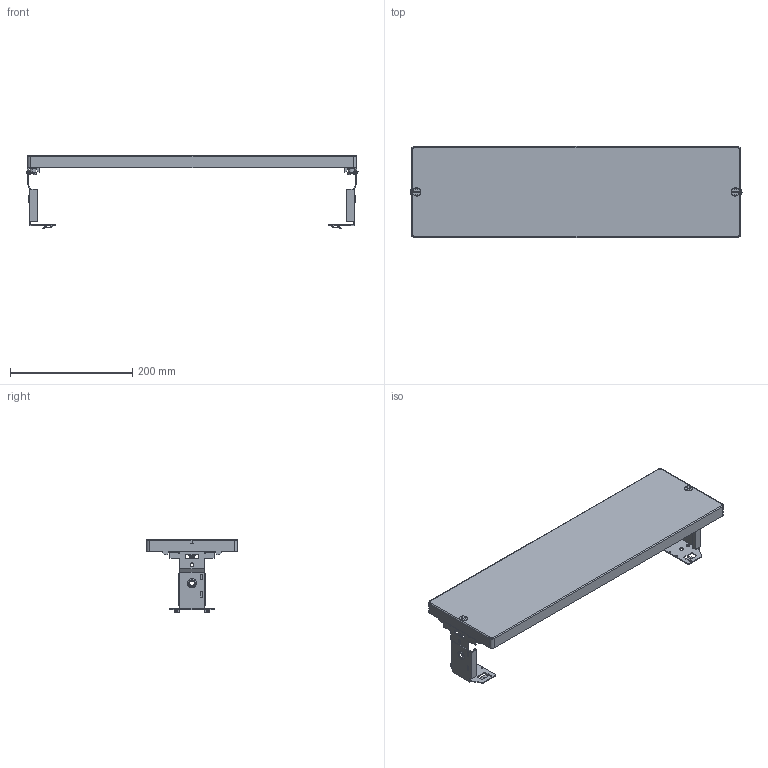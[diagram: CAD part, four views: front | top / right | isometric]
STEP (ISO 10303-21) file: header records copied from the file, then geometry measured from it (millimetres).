
FILE_DESCRIPTION((''),'2;1');
FILE_NAME('GW46428F_ASM','2021-04-09T10:12:46',('User'),('Axiro Italia'),'CREO PARAMETRIC BY PTC INC, 2020354','CREO PARAMETRIC BY PTC INC, 2020354','');
FILE_SCHEMA(('CONFIG_CONTROL_DESIGN'));
Length unit declared in the file: millimetre
Products named in the file (4): 55711006D2XX_MOSTRINA_CIECA_28M; 55718951FXXX_STAFFA_X_SUPP_GUID; STAFFE_28_ASM; GW46428F_ASM
Assembly tree (4 placements, depth 3):
  GW46428F_ASM
    55711006D2XX_MOSTRINA_CIECA_28M
    STAFFE_28_ASM
      55718951FXXX_STAFFA_X_SUPP_GUID  x2
Bounding box: 542.99 x 149 x 119.87 mm (x, y, z)
Volume: 345069.5 mm3; surface area: 253983.2 mm2
Topology: 3 solids, 3 shells, 564 faces, 1600 edges, 1054 vertices
Faces by surface type: plane 358, cylinder 148, cone 30, sphere 24, torus 4
Entity records: 13292 total; most frequent: CARTESIAN_POINT 2927, ORIENTED_EDGE 2196, DIRECTION 2068, EDGE_CURVE 1098, VECTOR 758, LINE 758, VERTEX_POINT 730, AXIS2_PLACEMENT_3D 655
